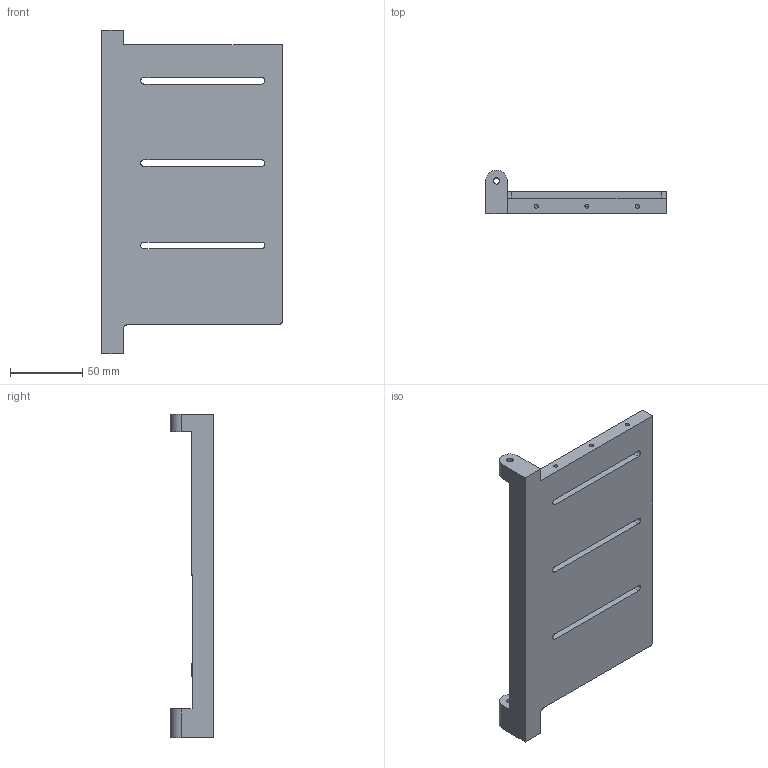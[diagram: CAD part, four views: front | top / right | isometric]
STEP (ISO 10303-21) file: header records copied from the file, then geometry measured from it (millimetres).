
FILE_DESCRIPTION(/* description */ (''),/* implementation_level */ '2;1');
FILE_NAME(/* name */ 'base_R.step',/* time_stamp */ '2025-12-23T23:24:34+09:00',/* author */ (''),/* organization */ (''),/* preprocessor_version */ 'ST-DEVELOPER v20.1',/* originating_system */ 'Autodesk Translation Framework v14.21.0.0',/* authorisation */ '');
FILE_SCHEMA (('AUTOMOTIVE_DESIGN { 1 0 10303 214 3 1 1 }'));
Length unit declared in the file: millimetre
Products named in the file (1): base_R
Bounding box: 125 x 30 x 224 mm (x, y, z)
Volume: 312228.6 mm3; surface area: 67652.8 mm2
Topology: 1 solids, 1 shells, 72 faces, 196 edges, 126 vertices
Faces by surface type: plane 40, cylinder 24, cone 8
Full cylindrical faces by diameter (mm): 2.8 x8, 4.4 x2
Entity records: 2282 total; most frequent: DIRECTION 388, CARTESIAN_POINT 387, ORIENTED_EDGE 376, EDGE_CURVE 188, LINE 134, VECTOR 134, AXIS2_PLACEMENT_3D 127, VERTEX_POINT 126
